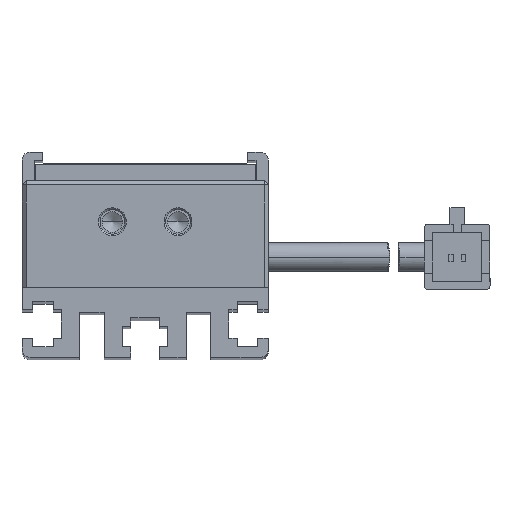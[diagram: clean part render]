
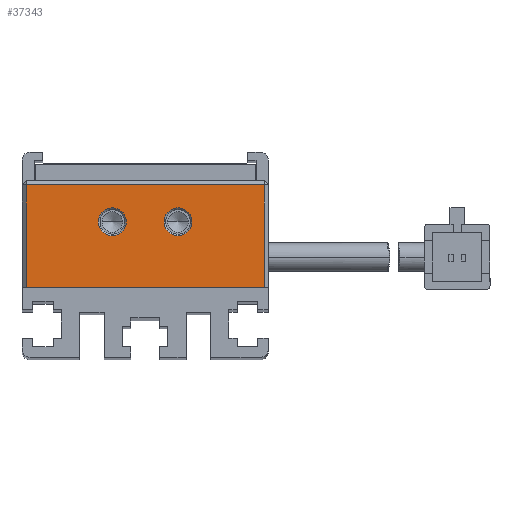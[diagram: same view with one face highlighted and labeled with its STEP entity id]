
A CAD part, top view. The second image highlights one B-rep face of the part: STEP entity #37343.
In plain terms, the highlighted planar face has unit normal (0, 0, 1).
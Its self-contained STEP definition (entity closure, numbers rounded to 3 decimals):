
#653 = CIRCLE ( 'NONE', #6346, 1.7 ) ;
#836 = EDGE_CURVE ( 'NONE', #42416, #11572, #32319, .T. ) ;
#1522 = CARTESIAN_POINT ( 'NONE',  ( 26.425, 25.696, -24. ) ) ;
#3760 = VECTOR ( 'NONE', #18603, 1000. ) ;
#3934 = CARTESIAN_POINT ( 'NONE',  ( 40.925, 25.696, -24. ) ) ;
#4651 = VERTEX_POINT ( 'NONE', #13502 ) ;
#5244 = VECTOR ( 'NONE', #42592, 1000. ) ;
#6161 = EDGE_LOOP ( 'NONE', ( #6755, #24087 ) ) ;
#6346 = AXIS2_PLACEMENT_3D ( 'NONE', #14152, #37535, #17551 ) ;
#6755 = ORIENTED_EDGE ( 'NONE', *, *, #836, .T. ) ;
#7234 = DIRECTION ( 'NONE',  ( 1., 0., 0. ) ) ;
#7679 = ORIENTED_EDGE ( 'NONE', *, *, #29015, .T. ) ;
#7922 = DIRECTION ( 'NONE',  ( 1., 0., 0. ) ) ;
#8406 = DIRECTION ( 'NONE',  ( 0., 0., -1. ) ) ;
#8796 = ORIENTED_EDGE ( 'NONE', *, *, #39814, .T. ) ;
#8843 = ORIENTED_EDGE ( 'NONE', *, *, #22737, .T. ) ;
#9128 = CARTESIAN_POINT ( 'NONE',  ( 46.625, 27.196, -24. ) ) ;
#10167 = CARTESIAN_POINT ( 'NONE',  ( 38.625, 27.196, -24. ) ) ;
#11572 = VERTEX_POINT ( 'NONE', #15587 ) ;
#12894 = CIRCLE ( 'NONE', #23141, 1.7 ) ;
#12990 = CARTESIAN_POINT ( 'NONE',  ( 55.425, 19.196, -24. ) ) ;
#12991 = FACE_BOUND ( 'NONE', #6161, .T. ) ;
#13502 = CARTESIAN_POINT ( 'NONE',  ( 55.425, 31.696, -24. ) ) ;
#14152 = CARTESIAN_POINT ( 'NONE',  ( 44.925, 27.196, -24. ) ) ;
#15587 = CARTESIAN_POINT ( 'NONE',  ( 35.225, 27.196, -24. ) ) ;
#15902 = CIRCLE ( 'NONE', #22130, 1.7 ) ;
#17070 = EDGE_CURVE ( 'NONE', #24788, #34803, #653, .T. ) ;
#17415 = VERTEX_POINT ( 'NONE', #12990 ) ;
#17551 = DIRECTION ( 'NONE',  ( 1., 0., 0. ) ) ;
#17748 = DIRECTION ( 'NONE',  ( 0., 0., -1. ) ) ;
#18223 = VERTEX_POINT ( 'NONE', #20821 ) ;
#18416 = EDGE_LOOP ( 'NONE', ( #8843, #42860 ) ) ;
#18603 = DIRECTION ( 'NONE',  ( 0., -1., 0. ) ) ;
#19228 = CARTESIAN_POINT ( 'NONE',  ( 40.925, 31.696, -24. ) ) ;
#20821 = CARTESIAN_POINT ( 'NONE',  ( 26.425, 19.196, -24. ) ) ;
#21901 = FACE_OUTER_BOUND ( 'NONE', #43246, .T. ) ;
#22130 = AXIS2_PLACEMENT_3D ( 'NONE', #37721, #17748, #41048 ) ;
#22737 = EDGE_CURVE ( 'NONE', #34803, #24788, #15902, .T. ) ;
#22938 = FACE_BOUND ( 'NONE', #18416, .T. ) ;
#23141 = AXIS2_PLACEMENT_3D ( 'NONE', #28435, #8406, #31799 ) ;
#24050 = LINE ( 'NONE', #25652, #41782 ) ;
#24087 = ORIENTED_EDGE ( 'NONE', *, *, #26000, .T. ) ;
#24788 = VERTEX_POINT ( 'NONE', #37743 ) ;
#25652 = CARTESIAN_POINT ( 'NONE',  ( 55.425, 25.696, -24. ) ) ;
#26000 = EDGE_CURVE ( 'NONE', #11572, #42416, #12894, .T. ) ;
#26078 = ORIENTED_EDGE ( 'NONE', *, *, #39840, .T. ) ;
#27290 = DIRECTION ( 'NONE',  ( 0., 0., 1. ) ) ;
#28435 = CARTESIAN_POINT ( 'NONE',  ( 36.925, 27.196, -24. ) ) ;
#29015 = EDGE_CURVE ( 'NONE', #4651, #36217, #30894, .T. ) ;
#29502 = AXIS2_PLACEMENT_3D ( 'NONE', #3934, #27290, #7234 ) ;
#30443 = LINE ( 'NONE', #1522, #3760 ) ;
#30594 = EDGE_CURVE ( 'NONE', #17415, #4651, #24050, .T. ) ;
#30894 = LINE ( 'NONE', #19228, #5244 ) ;
#31799 = DIRECTION ( 'NONE',  ( 1., 0., 0. ) ) ;
#32319 = CIRCLE ( 'NONE', #36751, 1.7 ) ;
#32468 = DIRECTION ( 'NONE',  ( 0., 1., 0. ) ) ;
#33880 = PLANE ( 'NONE',  #29502 ) ;
#34616 = LINE ( 'NONE', #34842, #42436 ) ;
#34803 = VERTEX_POINT ( 'NONE', #9128 ) ;
#34842 = CARTESIAN_POINT ( 'NONE',  ( 40.925, 19.196, -24. ) ) ;
#34982 = ORIENTED_EDGE ( 'NONE', *, *, #30594, .T. ) ;
#36217 = VERTEX_POINT ( 'NONE', #37047 ) ;
#36751 = AXIS2_PLACEMENT_3D ( 'NONE', #38170, #38254, #38358 ) ;
#37047 = CARTESIAN_POINT ( 'NONE',  ( 26.425, 31.696, -24. ) ) ;
#37343 = ADVANCED_FACE ( 'NONE', ( #21901, #22938, #12991 ), #33880, .T. ) ;
#37535 = DIRECTION ( 'NONE',  ( 0., 0., -1. ) ) ;
#37721 = CARTESIAN_POINT ( 'NONE',  ( 44.925, 27.196, -24. ) ) ;
#37743 = CARTESIAN_POINT ( 'NONE',  ( 43.225, 27.196, -24. ) ) ;
#38170 = CARTESIAN_POINT ( 'NONE',  ( 36.925, 27.196, -24. ) ) ;
#38254 = DIRECTION ( 'NONE',  ( 0., 0., -1. ) ) ;
#38358 = DIRECTION ( 'NONE',  ( 1., 0., 0. ) ) ;
#39814 = EDGE_CURVE ( 'NONE', #18223, #17415, #34616, .T. ) ;
#39840 = EDGE_CURVE ( 'NONE', #36217, #18223, #30443, .T. ) ;
#41048 = DIRECTION ( 'NONE',  ( 1., 0., 0. ) ) ;
#41782 = VECTOR ( 'NONE', #32468, 1000. ) ;
#42416 = VERTEX_POINT ( 'NONE', #10167 ) ;
#42436 = VECTOR ( 'NONE', #7922, 1000. ) ;
#42592 = DIRECTION ( 'NONE',  ( -1., 0., 0. ) ) ;
#42860 = ORIENTED_EDGE ( 'NONE', *, *, #17070, .T. ) ;
#43246 = EDGE_LOOP ( 'NONE', ( #7679, #26078, #8796, #34982 ) ) ;
